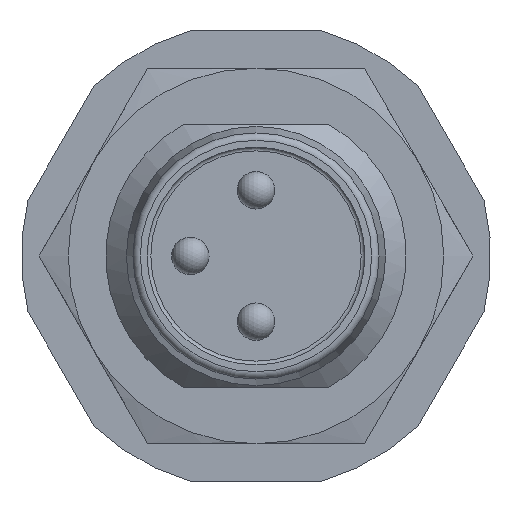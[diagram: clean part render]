
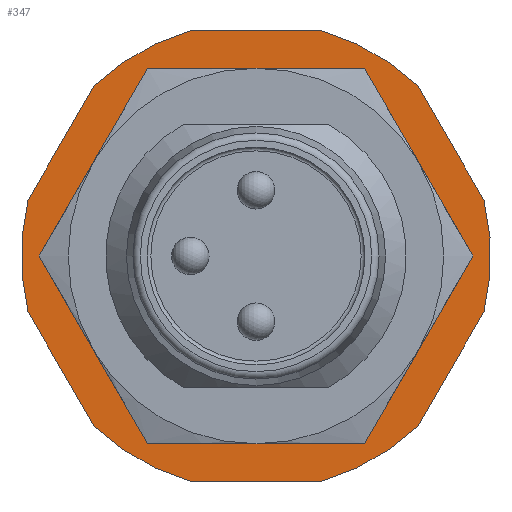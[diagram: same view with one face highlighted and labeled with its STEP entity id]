
A CAD part, front view. The second image highlights one B-rep face of the part: STEP entity #347.
In plain terms, the highlighted planar face has unit normal (0, -1, 0).
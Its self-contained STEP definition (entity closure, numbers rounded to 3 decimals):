
#172=PLANE('',#2642);
#280=FACE_BOUND('',#637,.T.);
#281=FACE_BOUND('',#638,.T.);
#347=ADVANCED_FACE('',(#280,#281),#172,.F.);
#637=EDGE_LOOP('',(#971));
#638=EDGE_LOOP('',(#972,#973,#974,#975,#976,#977,#978,#979,#980,#981,#982,
#983));
#826=CIRCLE('',#2635,3.75);
#827=CIRCLE('',#2636,6.25);
#828=CIRCLE('',#2637,6.25);
#829=CIRCLE('',#2638,6.25);
#830=CIRCLE('',#2639,6.25);
#831=CIRCLE('',#2640,6.25);
#832=CIRCLE('',#2641,6.25);
#971=ORIENTED_EDGE('',*,*,#1943,.F.);
#972=ORIENTED_EDGE('',*,*,#1944,.T.);
#973=ORIENTED_EDGE('',*,*,#1945,.T.);
#974=ORIENTED_EDGE('',*,*,#1946,.T.);
#975=ORIENTED_EDGE('',*,*,#1947,.T.);
#976=ORIENTED_EDGE('',*,*,#1948,.T.);
#977=ORIENTED_EDGE('',*,*,#1949,.T.);
#978=ORIENTED_EDGE('',*,*,#1950,.T.);
#979=ORIENTED_EDGE('',*,*,#1951,.T.);
#980=ORIENTED_EDGE('',*,*,#1952,.T.);
#981=ORIENTED_EDGE('',*,*,#1953,.T.);
#982=ORIENTED_EDGE('',*,*,#1954,.T.);
#983=ORIENTED_EDGE('',*,*,#1955,.T.);
#1693=VERTEX_POINT('',#3652);
#1694=VERTEX_POINT('',#3654);
#1695=VERTEX_POINT('',#3655);
#1696=VERTEX_POINT('',#3657);
#1697=VERTEX_POINT('',#3659);
#1698=VERTEX_POINT('',#3661);
#1699=VERTEX_POINT('',#3663);
#1700=VERTEX_POINT('',#3665);
#1701=VERTEX_POINT('',#3667);
#1702=VERTEX_POINT('',#3669);
#1703=VERTEX_POINT('',#3671);
#1704=VERTEX_POINT('',#3673);
#1705=VERTEX_POINT('',#3675);
#1943=EDGE_CURVE('',#1693,#1693,#826,.T.);
#1944=EDGE_CURVE('',#1694,#1695,#827,.T.);
#1945=EDGE_CURVE('',#1695,#1696,#2296,.T.);
#1946=EDGE_CURVE('',#1696,#1697,#828,.T.);
#1947=EDGE_CURVE('',#1697,#1698,#2297,.T.);
#1948=EDGE_CURVE('',#1698,#1699,#829,.T.);
#1949=EDGE_CURVE('',#1699,#1700,#2298,.T.);
#1950=EDGE_CURVE('',#1700,#1701,#830,.T.);
#1951=EDGE_CURVE('',#1701,#1702,#2299,.T.);
#1952=EDGE_CURVE('',#1702,#1703,#831,.T.);
#1953=EDGE_CURVE('',#1703,#1704,#2300,.T.);
#1954=EDGE_CURVE('',#1704,#1705,#832,.T.);
#1955=EDGE_CURVE('',#1705,#1694,#2301,.T.);
#2296=LINE('',#3656,#2504);
#2297=LINE('',#3660,#2505);
#2298=LINE('',#3664,#2506);
#2299=LINE('',#3668,#2507);
#2300=LINE('',#3672,#2508);
#2301=LINE('',#3676,#2509);
#2504=VECTOR('',#2946,1.);
#2505=VECTOR('',#2949,1.);
#2506=VECTOR('',#2952,1.);
#2507=VECTOR('',#2955,1.);
#2508=VECTOR('',#2958,1.);
#2509=VECTOR('',#2961,1.);
#2635=AXIS2_PLACEMENT_3D('',#3651,#2942,#2943);
#2636=AXIS2_PLACEMENT_3D('',#3653,#2944,#2945);
#2637=AXIS2_PLACEMENT_3D('',#3658,#2947,#2948);
#2638=AXIS2_PLACEMENT_3D('',#3662,#2950,#2951);
#2639=AXIS2_PLACEMENT_3D('',#3666,#2953,#2954);
#2640=AXIS2_PLACEMENT_3D('',#3670,#2956,#2957);
#2641=AXIS2_PLACEMENT_3D('',#3674,#2959,#2960);
#2642=AXIS2_PLACEMENT_3D('',#3677,#2962,#2963);
#2942=DIRECTION('',(0.,-1.,0.));
#2943=DIRECTION('',(0.,0.,1.));
#2944=DIRECTION('',(0.,-1.,0.));
#2945=DIRECTION('',(-1.,0.,0.));
#2946=DIRECTION('',(1.,0.,0.));
#2947=DIRECTION('',(0.,-1.,0.));
#2948=DIRECTION('',(-1.,0.,0.));
#2949=DIRECTION('',(0.5,0.,0.866));
#2950=DIRECTION('',(0.,-1.,0.));
#2951=DIRECTION('',(-1.,0.,0.));
#2952=DIRECTION('',(-0.5,0.,0.866));
#2953=DIRECTION('',(0.,-1.,0.));
#2954=DIRECTION('',(-1.,0.,0.));
#2955=DIRECTION('',(-1.,0.,0.));
#2956=DIRECTION('',(0.,-1.,0.));
#2957=DIRECTION('',(-1.,0.,0.));
#2958=DIRECTION('',(-0.5,0.,-0.866));
#2959=DIRECTION('',(0.,-1.,0.));
#2960=DIRECTION('',(-1.,0.,0.));
#2961=DIRECTION('',(0.5,0.,-0.866));
#2962=DIRECTION('',(0.,1.,0.));
#2963=DIRECTION('',(0.,0.,-1.));
#3651=CARTESIAN_POINT('',(0.,9.7,0.));
#3652=CARTESIAN_POINT('',(0.,9.7,3.75));
#3653=CARTESIAN_POINT('',(0.,9.7,0.));
#3654=CARTESIAN_POINT('',(-4.321,9.7,-4.516));
#3655=CARTESIAN_POINT('',(-1.75,9.7,-6.));
#3656=CARTESIAN_POINT('',(0.,9.7,-6.));
#3657=CARTESIAN_POINT('',(1.75,9.7,-6.));
#3658=CARTESIAN_POINT('',(0.,9.7,0.));
#3659=CARTESIAN_POINT('',(4.321,9.7,-4.516));
#3660=CARTESIAN_POINT('',(4.321,9.7,-4.516));
#3661=CARTESIAN_POINT('',(6.071,9.7,-1.484));
#3662=CARTESIAN_POINT('',(0.,9.7,0.));
#3663=CARTESIAN_POINT('',(6.071,9.7,1.484));
#3664=CARTESIAN_POINT('',(6.071,9.7,1.484));
#3665=CARTESIAN_POINT('',(4.321,9.7,4.516));
#3666=CARTESIAN_POINT('',(0.,9.7,0.));
#3667=CARTESIAN_POINT('',(1.75,9.7,6.));
#3668=CARTESIAN_POINT('',(1.75,9.7,6.));
#3669=CARTESIAN_POINT('',(-1.75,9.7,6.));
#3670=CARTESIAN_POINT('',(0.,9.7,0.));
#3671=CARTESIAN_POINT('',(-4.321,9.7,4.516));
#3672=CARTESIAN_POINT('',(-4.321,9.7,4.516));
#3673=CARTESIAN_POINT('',(-6.071,9.7,1.484));
#3674=CARTESIAN_POINT('',(0.,9.7,0.));
#3675=CARTESIAN_POINT('',(-6.071,9.7,-1.484));
#3676=CARTESIAN_POINT('',(-6.071,9.7,-1.484));
#3677=CARTESIAN_POINT('',(-7.,9.7,0.));
